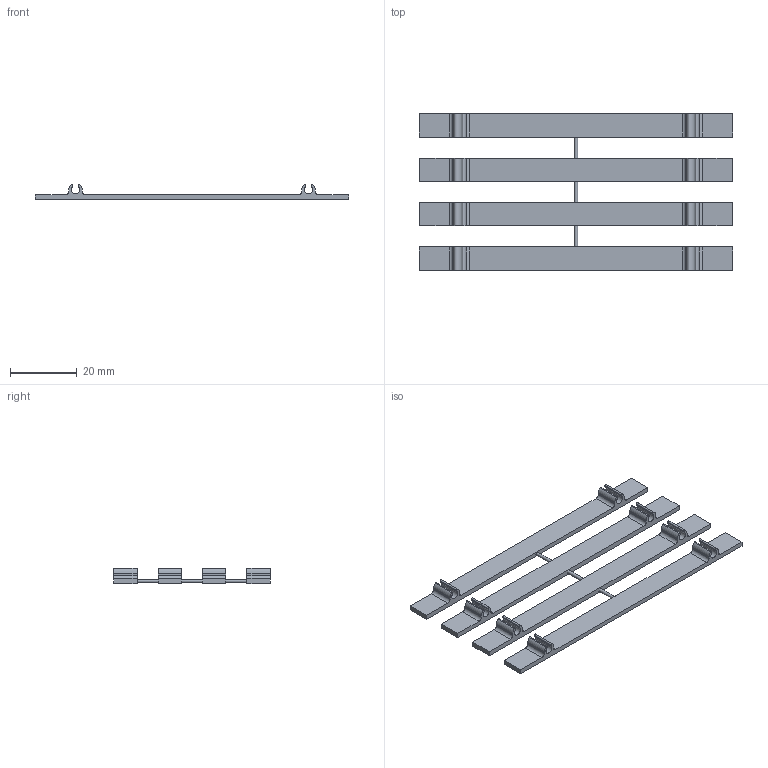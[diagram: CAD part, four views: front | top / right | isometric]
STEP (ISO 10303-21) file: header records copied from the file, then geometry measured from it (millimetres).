
FILE_DESCRIPTION(/* description */ (''),/* implementation_level */ '2;1');
FILE_NAME(/* name */ '',/* time_stamp */ '2023-11-17T10:32:57+08:00',/* author */ (''),/* organization */ (''),/* preprocessor_version */ 'ST-DEVELOPER v20',/* originating_system */ 'Autodesk Translation Framework v12.14.0.127',/* authorisation */ '');
FILE_SCHEMA (('AUTOMOTIVE_DESIGN { 1 0 10303 214 3 1 1 }'));
Length unit declared in the file: millimetre
Products named in the file (1): 星穷列车_铁轨木枕
Bounding box: 94 x 47 x 4.6 mm (x, y, z)
Volume: 4332 mm3; surface area: 7228.6 mm2
Topology: 5 solids, 5 shells, 139 faces, 387 edges, 258 vertices
Faces by surface type: cylinder 73, plane 66
Full cylindrical faces by diameter (mm): 1 x1
Entity records: 4536 total; most frequent: DIRECTION 813, CARTESIAN_POINT 785, ORIENTED_EDGE 774, EDGE_CURVE 387, AXIS2_PLACEMENT_3D 286, VERTEX_POINT 258, LINE 241, VECTOR 241
